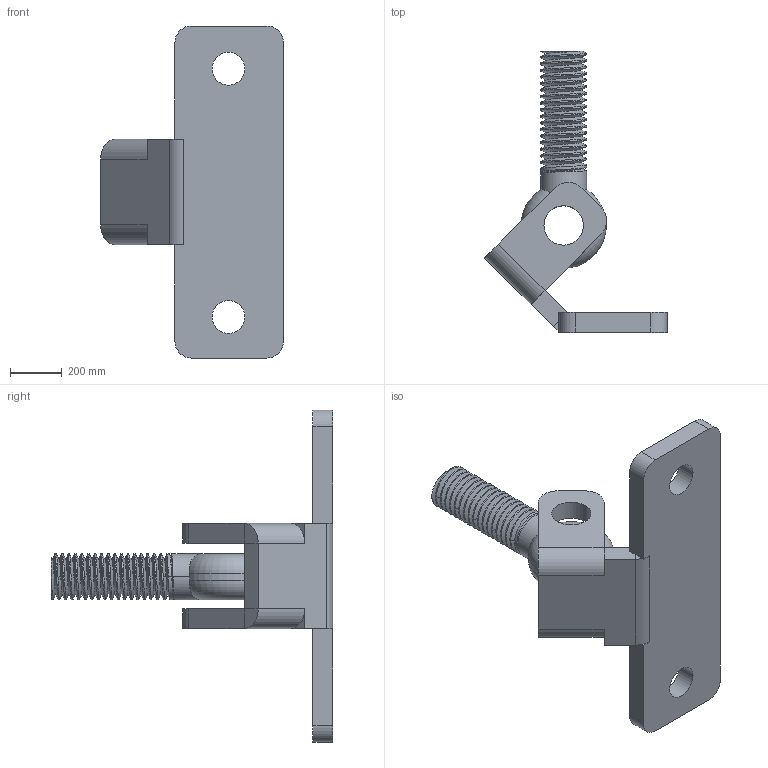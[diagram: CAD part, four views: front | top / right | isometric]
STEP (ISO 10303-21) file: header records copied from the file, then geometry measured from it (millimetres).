
FILE_DESCRIPTION((''),'2;1');
FILE_NAME('ASM0001_ASM','2022-03-21T',('Administrator'),(''),'PRO/ENGINEER BY PARAMETRIC TECHNOLOGY CORPORATION, 2008380','PRO/ENGINEER BY PARAMETRIC TECHNOLOGY CORPORATION, 2008380','');
FILE_SCHEMA(('CONFIG_CONTROL_DESIGN'));
Length unit declared in the file: inch
Products named in the file (3): ZJ-03; M4LS; ASM0001_ASM
Assembly tree (2 placements, depth 2):
  ASM0001_ASM
    ZJ-03
    M4LS
Bounding box: 706.1 x 1086.19 x 1282.33 mm (x, y, z)
Volume: 81748643.6 mm3; surface area: 3049957.4 mm2
Topology: 2 solids, 2 shells, 111 faces, 281 edges, 174 vertices
Faces by surface type: cylinder 60, plane 35, bspline 12, torus 4
Entity records: 7668 total; most frequent: CARTESIAN_POINT 5078, ORIENTED_EDGE 562, DIRECTION 451, EDGE_CURVE 281, VERTEX_POINT 174, AXIS2_PLACEMENT_3D 158, VECTOR 135, LINE 135
